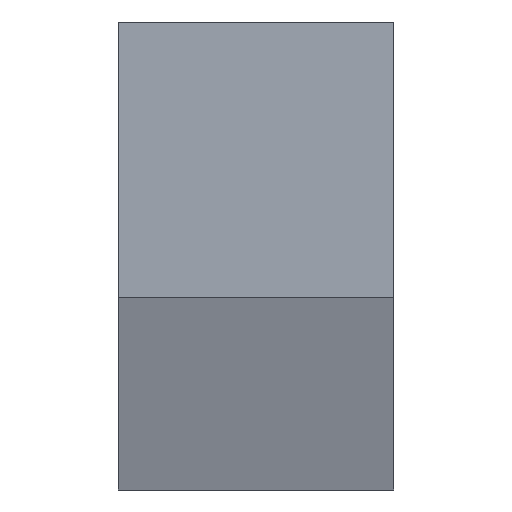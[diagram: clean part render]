
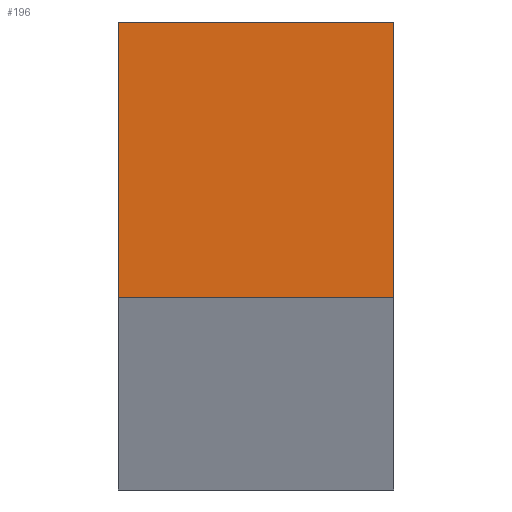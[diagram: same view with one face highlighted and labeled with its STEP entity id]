
A CAD part, top view. The second image highlights one B-rep face of the part: STEP entity #196.
In plain terms, the highlighted planar face has unit normal (0, 0, 1).
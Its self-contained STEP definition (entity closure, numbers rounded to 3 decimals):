
#6 = DIRECTION ( 'NONE',  ( 0., 1., 0. ) ) ;
#7 = CARTESIAN_POINT ( 'NONE',  ( 2.5, 2.5, 1000. ) ) ;
#8 = LINE ( 'NONE', #7, #177 ) ;
#24 = DIRECTION ( 'NONE',  ( 0., -1., 0. ) ) ;
#25 = CARTESIAN_POINT ( 'NONE',  ( -2.5, 2.5, 1000. ) ) ;
#26 = LINE ( 'NONE', #25, #144 ) ;
#27 = CARTESIAN_POINT ( 'NONE',  ( -2.5, -2.5, 1000. ) ) ;
#29 = CARTESIAN_POINT ( 'NONE',  ( 2.5, -2.5, 1000. ) ) ;
#30 = CARTESIAN_POINT ( 'NONE',  ( 2.5, 2.5, 1000. ) ) ;
#32 = CARTESIAN_POINT ( 'NONE',  ( -2.5, 2.5, 1000. ) ) ;
#37 = VERTEX_POINT ( 'NONE', #32 ) ;
#39 = VERTEX_POINT ( 'NONE', #30 ) ;
#40 = VERTEX_POINT ( 'NONE', #29 ) ;
#42 = VERTEX_POINT ( 'NONE', #27 ) ;
#44 = EDGE_LOOP ( 'NONE', ( #55, #216, #217, #219 ) ) ;
#55 = ORIENTED_EDGE ( 'NONE', *, *, #178, .T. ) ;
#57 = LINE ( 'NONE', #59, #149 ) ;
#59 = CARTESIAN_POINT ( 'NONE',  ( -2.5, -2.5, 1000. ) ) ;
#60 = DIRECTION ( 'NONE',  ( 1., 0., 0. ) ) ;
#67 = PLANE ( 'NONE',  #174 ) ;
#68 = LINE ( 'NONE', #69, #159 ) ;
#69 = CARTESIAN_POINT ( 'NONE',  ( -2.5, 2.5, 1000. ) ) ;
#70 = DIRECTION ( 'NONE',  ( -1., 0., 0. ) ) ;
#71 = CARTESIAN_POINT ( 'NONE',  ( 0., 0., 1000. ) ) ;
#72 = DIRECTION ( 'NONE',  ( 0., 0., 1. ) ) ;
#73 = DIRECTION ( 'NONE',  ( 1., 0., 0. ) ) ;
#144 = VECTOR ( 'NONE', #24, 1000. ) ;
#149 = VECTOR ( 'NONE', #60, 1000. ) ;
#159 = VECTOR ( 'NONE', #70, 1000. ) ;
#174 = AXIS2_PLACEMENT_3D ( 'NONE', #71, #72, #73 ) ;
#175 = FACE_OUTER_BOUND ( 'NONE', #44, .T. ) ;
#177 = VECTOR ( 'NONE', #6, 1000. ) ;
#178 = EDGE_CURVE ( 'NONE', #37, #42, #26, .T. ) ;
#183 = EDGE_CURVE ( 'NONE', #40, #39, #8, .T. ) ;
#186 = EDGE_CURVE ( 'NONE', #42, #40, #57, .T. ) ;
#191 = EDGE_CURVE ( 'NONE', #39, #37, #68, .T. ) ;
#196 = ADVANCED_FACE ( 'NONE', ( #175 ), #67, .T. ) ;
#216 = ORIENTED_EDGE ( 'NONE', *, *, #186, .T. ) ;
#217 = ORIENTED_EDGE ( 'NONE', *, *, #183, .T. ) ;
#219 = ORIENTED_EDGE ( 'NONE', *, *, #191, .T. ) ;
